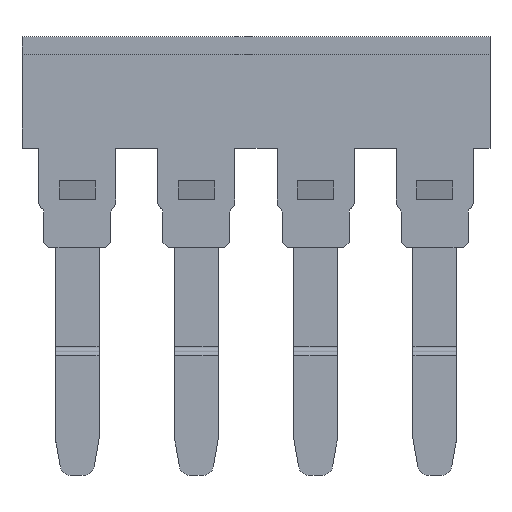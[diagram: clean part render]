
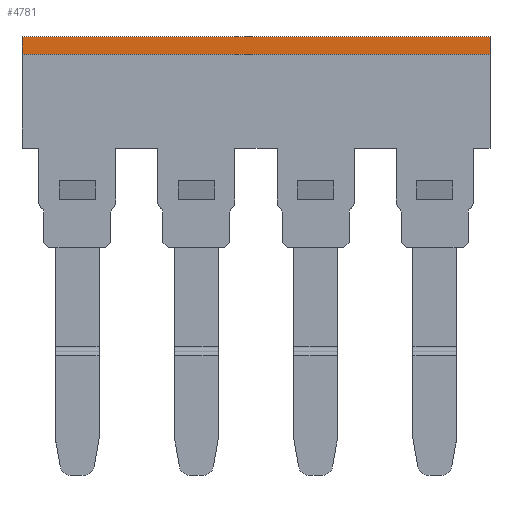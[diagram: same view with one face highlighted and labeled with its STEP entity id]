
A CAD part, top view. The second image highlights one B-rep face of the part: STEP entity #4781.
In plain terms, the highlighted planar face has unit normal (0, 0, 1).
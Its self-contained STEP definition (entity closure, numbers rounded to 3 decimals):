
#265 = EDGE_LOOP ( 'NONE', ( #3861, #3859, #3872, #3837 ) ) ;
#719 = CARTESIAN_POINT ( 'NONE',  ( 1122.794, 674.108, 3.75 ) ) ;
#726 = CARTESIAN_POINT ( 'NONE',  ( 1154.994, 674.108, 3.75 ) ) ;
#756 = CARTESIAN_POINT ( 'NONE',  ( 1122.794, 672.908, 3.75 ) ) ;
#764 = CARTESIAN_POINT ( 'NONE',  ( 1154.994, 672.908, 3.75 ) ) ;
#1027 = DIRECTION ( 'NONE',  ( 1., 0., 0. ) ) ;
#1031 = PLANE ( 'NONE',  #4221 ) ;
#1049 = DIRECTION ( 'NONE',  ( 0., 0., 1. ) ) ;
#1059 = FACE_OUTER_BOUND ( 'NONE', #265, .T. ) ;
#1069 = CARTESIAN_POINT ( 'NONE',  ( 1130.994, 672.908, 3.75 ) ) ;
#1254 = VERTEX_POINT ( 'NONE', #764 ) ;
#1258 = VERTEX_POINT ( 'NONE', #756 ) ;
#1260 = VERTEX_POINT ( 'NONE', #719 ) ;
#1275 = VERTEX_POINT ( 'NONE', #726 ) ;
#2747 = CARTESIAN_POINT ( 'NONE',  ( 1122.794, 672.908, 3.75 ) ) ;
#2761 = LINE ( 'NONE', #2747, #4397 ) ;
#2767 = DIRECTION ( 'NONE',  ( 0., -1., 0. ) ) ;
#2800 = LINE ( 'NONE', #2827, #4401 ) ;
#2803 = DIRECTION ( 'NONE',  ( -1., 0., 0. ) ) ;
#2809 = LINE ( 'NONE', #2823, #4398 ) ;
#2810 = DIRECTION ( 'NONE',  ( 0., 1., 0. ) ) ;
#2823 = CARTESIAN_POINT ( 'NONE',  ( 1154.994, 672.908, 3.75 ) ) ;
#2827 = CARTESIAN_POINT ( 'NONE',  ( 1130.994, 674.108, 3.75 ) ) ;
#2851 = LINE ( 'NONE', #2868, #4431 ) ;
#2865 = DIRECTION ( 'NONE',  ( -1., 0., 0. ) ) ;
#2868 = CARTESIAN_POINT ( 'NONE',  ( 1130.994, 672.908, 3.75 ) ) ;
#3837 = ORIENTED_EDGE ( 'NONE', *, *, #4968, .T. ) ;
#3859 = ORIENTED_EDGE ( 'NONE', *, *, #4957, .T. ) ;
#3861 = ORIENTED_EDGE ( 'NONE', *, *, #4976, .T. ) ;
#3872 = ORIENTED_EDGE ( 'NONE', *, *, #4986, .F. ) ;
#4221 = AXIS2_PLACEMENT_3D ( 'NONE', #1069, #1049, #1027 ) ;
#4397 = VECTOR ( 'NONE', #2767, 1000. ) ;
#4398 = VECTOR ( 'NONE', #2810, 1000. ) ;
#4401 = VECTOR ( 'NONE', #2803, 1000. ) ;
#4431 = VECTOR ( 'NONE', #2865, 1000. ) ;
#4781 = ADVANCED_FACE ( 'NONE', ( #1059 ), #1031, .T. ) ;
#4957 = EDGE_CURVE ( 'NONE', #1260, #1258, #2761, .T. ) ;
#4968 = EDGE_CURVE ( 'NONE', #1254, #1275, #2809, .T. ) ;
#4976 = EDGE_CURVE ( 'NONE', #1275, #1260, #2800, .T. ) ;
#4986 = EDGE_CURVE ( 'NONE', #1254, #1258, #2851, .T. ) ;
